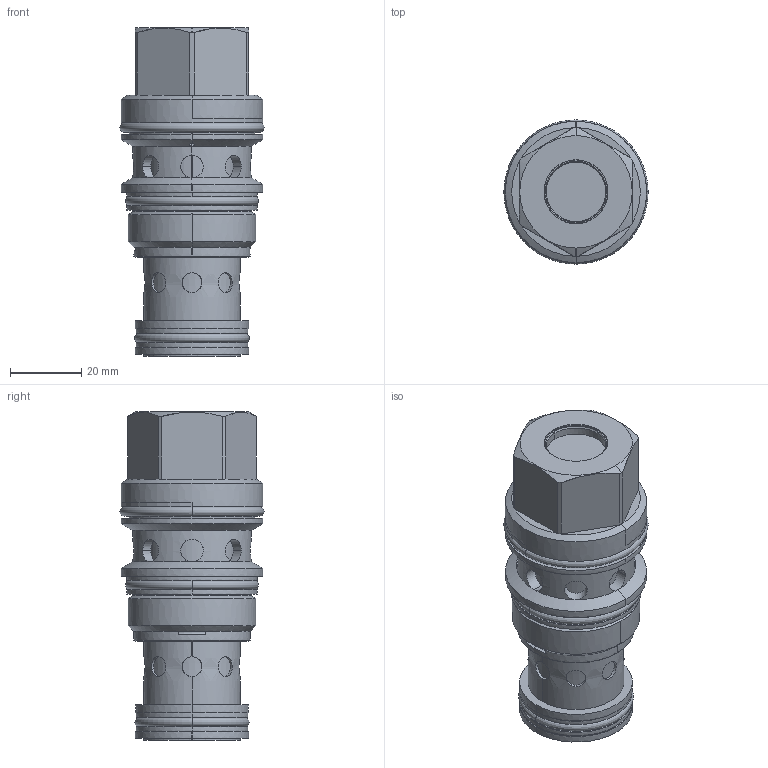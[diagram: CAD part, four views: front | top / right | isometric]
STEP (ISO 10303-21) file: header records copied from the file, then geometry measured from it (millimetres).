
FILE_DESCRIPTION((''),'2;1');
FILE_NAME('PPHF8WN_SW_PRT','2020-10-26T',('charlief'),(''),'PRO/ENGINEER BY PARAMETRIC TECHNOLOGY CORPORATION, 2016010','PRO/ENGINEER BY PARAMETRIC TECHNOLOGY CORPORATION, 2016010','');
FILE_SCHEMA(('CONFIG_CONTROL_DESIGN'));
Products named in the file (1): PPHF8WN_SW_PRT
Bounding box: 40.36 x 40.36 x 92.02 mm (x, y, z)
Surface area: 26464.6 mm2 (no closed solid volume)
Topology: 0 solids, 0 shells, 230 faces, 1126 edges, 1114 vertices
Faces by surface type: bspline 209, torus 21
Entity records: 39159 total; most frequent: CARTESIAN_POINT 29695, DIRECTION 1430, TRIMMED_CURVE 1141, DEFINITIONAL_REPRESENTATION 1102, PCURVE 1102, COMPOSITE_CURVE_SEGMENT 1102, VECTOR 894, LINE 894
